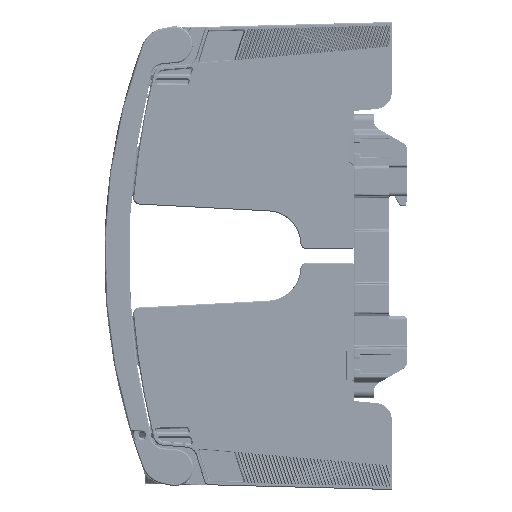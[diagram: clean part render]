
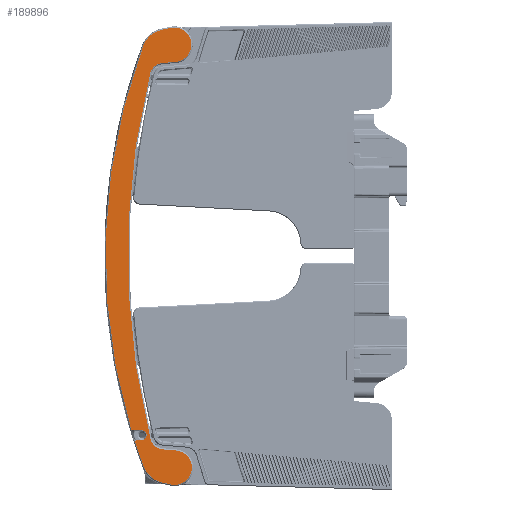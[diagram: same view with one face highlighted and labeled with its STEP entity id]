
A CAD part, left-side view. The second image highlights one B-rep face of the part: STEP entity #189896.
In plain terms, the highlighted planar face has unit normal (-1, 0, 0).
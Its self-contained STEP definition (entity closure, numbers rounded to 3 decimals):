
#125764=DIRECTION('',(0.,-0.035,0.999));
#125765=VECTOR('',#125764,2.017);
#125766=CARTESIAN_POINT('',(-15.1,53.45,
-6.447));
#125767=LINE('',#125766,#125765);
#125771=DIRECTION('',(0.,-0.035,0.999));
#125772=VECTOR('',#125771,1.097);
#125773=CARTESIAN_POINT('',(-15.1,53.38,
-4.431));
#125774=LINE('',#125773,#125772);
#125778=CARTESIAN_POINT('',(-15.1,1.4,
-175.299));
#125779=DIRECTION('',(1.,0.,0.));
#125780=DIRECTION('',(0.,0.289,0.957));
#125781=AXIS2_PLACEMENT_3D('',#125778,#125779,#125780);
#125786=CARTESIAN_POINT('',(-15.1,-58.843,
-14.194));
#125787=DIRECTION('',(1.,0.,0.));
#125788=DIRECTION('',(0.,-0.35,0.937));
#125789=AXIS2_PLACEMENT_3D('',#125786,#125787,#125788);
#125794=DIRECTION('',(0.,-0.209,-0.978));
#125795=VECTOR('',#125794,2.684);
#125796=CARTESIAN_POINT('',(-15.1,-66.312,
-12.599));
#125797=LINE('',#125796,#125795);
#125801=CARTESIAN_POINT('',(-15.1,-61.85,
-16.299));
#125802=DIRECTION('',(1.,0.,0.));
#125803=DIRECTION('',(0.,-0.978,0.209));
#125804=AXIS2_PLACEMENT_3D('',#125801,#125802,#125803);
#125809=CARTESIAN_POINT('',(-15.1,-61.85,
-16.299));
#125810=DIRECTION('',(1.,0.,0.));
#125811=DIRECTION('',(0.,0.,-1.));
#125812=AXIS2_PLACEMENT_3D('',#125809,#125810,#125811);
#125817=DIRECTION('',(0.,0.087,0.996));
#125818=VECTOR('',#125817,4.043);
#125819=CARTESIAN_POINT('',(-15.1,-56.732,
-16.747));
#125820=LINE('',#125819,#125818);
#125824=CARTESIAN_POINT('',(-15.1,-52.283,
-13.078));
#125825=DIRECTION('',(-1.,0.,0.));
#125826=DIRECTION('',(0.,-0.996,0.087));
#125827=AXIS2_PLACEMENT_3D('',#125824,#125825,#125826);
#125832=CARTESIAN_POINT('',(-15.1,1.4,
-227.201));
#125833=DIRECTION('',(-1.,0.,0.));
#125834=DIRECTION('',(0.,-0.243,0.97));
#125835=AXIS2_PLACEMENT_3D('',#125832,#125833,#125834);
#125840=CARTESIAN_POINT('',(-15.1,55.083,
-13.078));
#125841=DIRECTION('',(-1.,0.,0.));
#125842=DIRECTION('',(0.,0.243,0.97));
#125843=AXIS2_PLACEMENT_3D('',#125840,#125841,#125842);
#125848=DIRECTION('',(0.,0.087,-0.996));
#125849=VECTOR('',#125848,4.043);
#125850=CARTESIAN_POINT('',(-15.1,59.179,
-12.719));
#125851=LINE('',#125850,#125849);
#125855=CARTESIAN_POINT('',(-15.1,64.65,
-16.299));
#125856=DIRECTION('',(1.,0.,0.));
#125857=DIRECTION('',(0.,-0.996,-0.087));
#125858=AXIS2_PLACEMENT_3D('',#125855,#125856,#125857);
#125863=CARTESIAN_POINT('',(-15.1,64.65,
-16.299));
#125864=DIRECTION('',(1.,0.,0.));
#125865=DIRECTION('',(0.,0.,-1.));
#125866=AXIS2_PLACEMENT_3D('',#125863,#125864,#125865);
#125871=CARTESIAN_POINT('',(-15.1,64.65,
-16.299));
#125872=DIRECTION('',(1.,0.,0.));
#125873=DIRECTION('',(0.,0.252,-0.968));
#125874=AXIS2_PLACEMENT_3D('',#125871,#125872,#125873);
#125879=DIRECTION('',(0.,-0.209,0.978));
#125880=VECTOR('',#125879,2.684);
#125881=CARTESIAN_POINT('',(-15.1,69.674,
-15.224));
#125882=LINE('',#125881,#125880);
#125886=CARTESIAN_POINT('',(-15.1,61.643,
-14.194));
#125887=DIRECTION('',(1.,0.,0.));
#125888=DIRECTION('',(0.,0.978,0.209));
#125889=AXIS2_PLACEMENT_3D('',#125886,#125887,#125888);
#125894=CARTESIAN_POINT('',(-15.1,1.4,
-175.299));
#125895=DIRECTION('',(1.,0.,0.));
#125896=DIRECTION('',(0.,0.35,0.937));
#125897=AXIS2_PLACEMENT_3D('',#125894,#125895,#125896);
#125902=DIRECTION('',(0.,-0.038,
-0.999));
#125903=VECTOR('',#125902,1.078);
#125904=CARTESIAN_POINT('',(-15.1,56.526,
-4.329));
#125905=LINE('',#125904,#125903);
#125909=DIRECTION('',(0.,-0.035,-0.999));
#125910=VECTOR('',#125909,1.041);
#125911=CARTESIAN_POINT('',(-15.1,56.485,
-5.407));
#125912=LINE('',#125911,#125910);
#125916=CARTESIAN_POINT('',(-15.1,54.95,
-6.394));
#125917=DIRECTION('',(-1.,0.,0.));
#125918=DIRECTION('',(0.,0.999,-0.035));
#125919=AXIS2_PLACEMENT_3D('',#125916,#125917,#125918);
#125924=CARTESIAN_POINT('',(-15.1,54.95,
-6.394));
#125925=DIRECTION('',(-1.,0.,0.));
#125926=DIRECTION('',(0.,0.995,-0.096));
#125927=AXIS2_PLACEMENT_3D('',#125924,#125925,#125926);
#125932=CARTESIAN_POINT('',(-15.1,54.95,
-6.394));
#125933=DIRECTION('',(-1.,0.,0.));
#125934=DIRECTION('',(0.,0.,-1.));
#125935=AXIS2_PLACEMENT_3D('',#125932,#125933,#125934);
#161590=CARTESIAN_POINT('',(-15.1,59.179,
-12.719));
#161591=CARTESIAN_POINT('',(-15.1,59.532,
-16.747));
#161592=VERTEX_POINT('',#161590);
#161593=VERTEX_POINT('',#161591);
#161594=CARTESIAN_POINT('',(-15.1,53.45,
-6.447));
#161595=CARTESIAN_POINT('',(-15.1,53.38,
-4.431));
#161596=VERTEX_POINT('',#161594);
#161597=VERTEX_POINT('',#161595);
#161598=CARTESIAN_POINT('',(-15.1,53.342,
-3.335));
#161599=VERTEX_POINT('',#161598);
#161600=CARTESIAN_POINT('',(-15.1,-61.518,
-7.04));
#161601=VERTEX_POINT('',#161600);
#161602=CARTESIAN_POINT('',(-15.1,-66.312,
-12.599));
#161603=VERTEX_POINT('',#161602);
#161604=CARTESIAN_POINT('',(-15.1,-66.874,
-15.224));
#161605=VERTEX_POINT('',#161604);
#161606=CARTESIAN_POINT('',(-15.1,-61.85,
-21.437));
#161607=VERTEX_POINT('',#161606);
#161608=CARTESIAN_POINT('',(-15.1,-56.732,
-16.747));
#161609=VERTEX_POINT('',#161608);
#161610=CARTESIAN_POINT('',(-15.1,-56.379,
-12.719));
#161611=VERTEX_POINT('',#161610);
#161612=CARTESIAN_POINT('',(-15.1,-53.283,
-9.089));
#161613=VERTEX_POINT('',#161612);
#161614=CARTESIAN_POINT('',(-15.1,56.083,
-9.089));
#161615=VERTEX_POINT('',#161614);
#161616=CARTESIAN_POINT('',(-15.1,64.65,
-21.437));
#161617=VERTEX_POINT('',#161616);
#161618=CARTESIAN_POINT('',(-15.1,65.946,
-21.271));
#161619=VERTEX_POINT('',#161618);
#161620=CARTESIAN_POINT('',(-15.1,69.674,
-15.224));
#161621=VERTEX_POINT('',#161620);
#161622=CARTESIAN_POINT('',(-15.1,69.112,
-12.599));
#161623=VERTEX_POINT('',#161622);
#161624=CARTESIAN_POINT('',(-15.1,64.318,
-7.04));
#161625=VERTEX_POINT('',#161624);
#161626=CARTESIAN_POINT('',(-15.1,56.526,
-4.329));
#161627=VERTEX_POINT('',#161626);
#161628=CARTESIAN_POINT('',(-15.1,56.485,
-5.407));
#161629=VERTEX_POINT('',#161628);
#161630=CARTESIAN_POINT('',(-15.1,56.449,
-6.447));
#161631=VERTEX_POINT('',#161630);
#161632=CARTESIAN_POINT('',(-15.1,56.443,
-6.538));
#161633=VERTEX_POINT('',#161632);
#161634=CARTESIAN_POINT('',(-15.1,54.95,
-7.894));
#161635=VERTEX_POINT('',#161634);
#189844=CARTESIAN_POINT('',(-15.1,1.4,
-89.901));
#189845=DIRECTION('',(1.,0.,0.));
#189846=DIRECTION('',(0.,0.,-1.));
#189847=AXIS2_PLACEMENT_3D('',#189844,#189845,#189846);
#189848=PLANE('',#189847);
#189850=ORIENTED_EDGE('',*,*,#189849,.T.);
#189852=ORIENTED_EDGE('',*,*,#189851,.T.);
#189854=ORIENTED_EDGE('',*,*,#189853,.T.);
#189856=ORIENTED_EDGE('',*,*,#189855,.T.);
#189858=ORIENTED_EDGE('',*,*,#189857,.T.);
#189860=ORIENTED_EDGE('',*,*,#189859,.T.);
#189862=ORIENTED_EDGE('',*,*,#189861,.T.);
#189864=ORIENTED_EDGE('',*,*,#189863,.T.);
#189866=ORIENTED_EDGE('',*,*,#189865,.T.);
#189868=ORIENTED_EDGE('',*,*,#189867,.T.);
#189870=ORIENTED_EDGE('',*,*,#189869,.T.);
#189871=ORIENTED_EDGE('',*,*,#189827,.T.);
#189873=ORIENTED_EDGE('',*,*,#189872,.T.);
#189875=ORIENTED_EDGE('',*,*,#189874,.T.);
#189877=ORIENTED_EDGE('',*,*,#189876,.T.);
#189879=ORIENTED_EDGE('',*,*,#189878,.T.);
#189881=ORIENTED_EDGE('',*,*,#189880,.T.);
#189883=ORIENTED_EDGE('',*,*,#189882,.T.);
#189885=ORIENTED_EDGE('',*,*,#189884,.T.);
#189887=ORIENTED_EDGE('',*,*,#189886,.T.);
#189889=ORIENTED_EDGE('',*,*,#189888,.T.);
#189891=ORIENTED_EDGE('',*,*,#189890,.T.);
#189893=ORIENTED_EDGE('',*,*,#189892,.T.);
#189894=EDGE_LOOP('',(#189850,#189852,#189854,#189856,#189858,#189860,#189862,
#189864,#189866,#189868,#189870,#189871,#189873,#189875,#189877,#189879,#189881,
#189883,#189885,#189887,#189889,#189891,#189893));
#189895=FACE_OUTER_BOUND('',#189894,.F.);
#125782=CIRCLE('',#125781,179.638);
#125790=CIRCLE('',#125789,7.638);
#125805=CIRCLE('',#125804,5.138);
#125813=CIRCLE('',#125812,5.138);
#125828=CIRCLE('',#125827,4.112);
#125836=CIRCLE('',#125835,224.862);
#125844=CIRCLE('',#125843,4.112);
#125859=CIRCLE('',#125858,5.138);
#125867=CIRCLE('',#125866,5.138);
#125875=CIRCLE('',#125874,5.138);
#125890=CIRCLE('',#125889,7.638);
#125898=CIRCLE('',#125897,179.638);
#125920=CIRCLE('',#125919,1.5);
#125928=CIRCLE('',#125927,1.5);
#125936=CIRCLE('',#125935,1.5);
#189827=EDGE_CURVE('',#161592,#161593,#125851,.T.);
#189849=EDGE_CURVE('',#161596,#161597,#125767,.T.);
#189851=EDGE_CURVE('',#161597,#161599,#125774,.T.);
#189853=EDGE_CURVE('',#161599,#161601,#125782,.T.);
#189855=EDGE_CURVE('',#161601,#161603,#125790,.T.);
#189857=EDGE_CURVE('',#161603,#161605,#125797,.T.);
#189859=EDGE_CURVE('',#161605,#161607,#125805,.T.);
#189861=EDGE_CURVE('',#161607,#161609,#125813,.T.);
#189863=EDGE_CURVE('',#161609,#161611,#125820,.T.);
#189865=EDGE_CURVE('',#161611,#161613,#125828,.T.);
#189867=EDGE_CURVE('',#161613,#161615,#125836,.T.);
#189869=EDGE_CURVE('',#161615,#161592,#125844,.T.);
#189872=EDGE_CURVE('',#161593,#161617,#125859,.T.);
#189874=EDGE_CURVE('',#161617,#161619,#125867,.T.);
#189876=EDGE_CURVE('',#161619,#161621,#125875,.T.);
#189878=EDGE_CURVE('',#161621,#161623,#125882,.T.);
#189880=EDGE_CURVE('',#161623,#161625,#125890,.T.);
#189882=EDGE_CURVE('',#161625,#161627,#125898,.T.);
#189884=EDGE_CURVE('',#161627,#161629,#125905,.T.);
#189886=EDGE_CURVE('',#161629,#161631,#125912,.T.);
#189888=EDGE_CURVE('',#161631,#161633,#125920,.T.);
#189890=EDGE_CURVE('',#161633,#161635,#125928,.T.);
#189892=EDGE_CURVE('',#161635,#161596,#125936,.T.);
#189896=ADVANCED_FACE('',(#189895),#189848,.F.);
